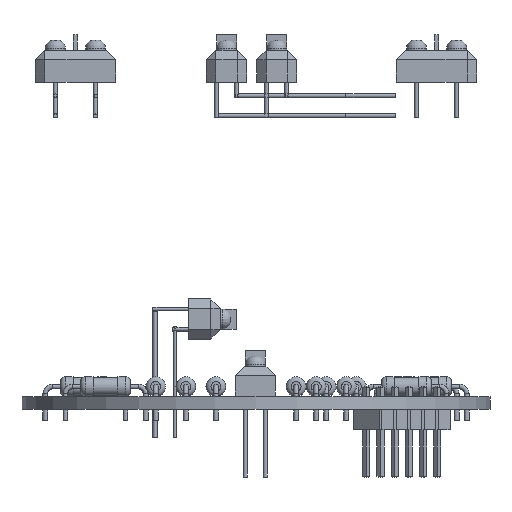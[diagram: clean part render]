
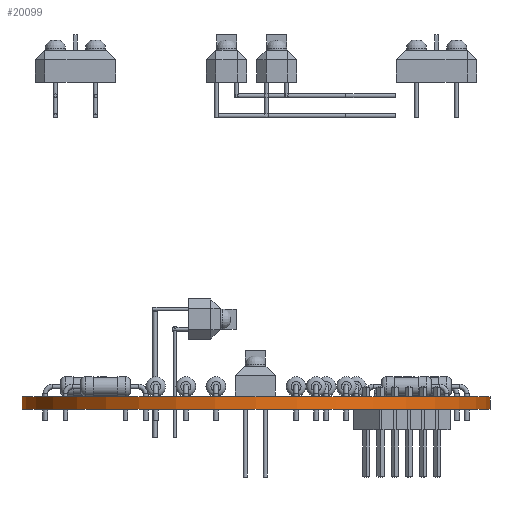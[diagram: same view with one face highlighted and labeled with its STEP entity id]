
A CAD part, front view. The second image highlights one B-rep face of the part: STEP entity #20099.
In plain terms, the highlighted cylindrical face has radius 29.621 mm (diameter 59.242 mm), a full revolution.
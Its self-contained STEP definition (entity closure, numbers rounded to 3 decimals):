
#20099 = ADVANCED_FACE('',(#20100),#20114,.T.);
#20100 = FACE_BOUND('',#20101,.F.);
#20101 = EDGE_LOOP('',(#20102,#20132,#20159,#20160));
#20102 = ORIENTED_EDGE('',*,*,#20103,.T.);
#20103 = EDGE_CURVE('',#20104,#20106,#20108,.T.);
#20104 = VERTEX_POINT('',#20105);
#20105 = CARTESIAN_POINT('',(147.731,-129.54,0.));
#20106 = VERTEX_POINT('',#20107);
#20107 = CARTESIAN_POINT('',(147.731,-129.54,1.6));
#20108 = SEAM_CURVE('',#20109,(#20113,#20125),.PCURVE_S1.);
#20109 = LINE('',#20110,#20111);
#20110 = CARTESIAN_POINT('',(147.731,-129.54,0.));
#20111 = VECTOR('',#20112,1.);
#20112 = DIRECTION('',(0.,0.,1.));
#20113 = PCURVE('',#20114,#20119);
#20114 = CYLINDRICAL_SURFACE('',#20115,29.621);
#20115 = AXIS2_PLACEMENT_3D('',#20116,#20117,#20118);
#20116 = CARTESIAN_POINT('',(118.11,-129.54,0.));
#20117 = DIRECTION('',(0.,0.,-1.));
#20118 = DIRECTION('',(1.,0.,0.));
#20119 = DEFINITIONAL_REPRESENTATION('',(#20120),#20124);
#20120 = LINE('',#20121,#20122);
#20121 = CARTESIAN_POINT('',(0.,0.));
#20122 = VECTOR('',#20123,1.);
#20123 = DIRECTION('',(0.,-1.));
#20124 = ( GEOMETRIC_REPRESENTATION_CONTEXT(2) 
PARAMETRIC_REPRESENTATION_CONTEXT() REPRESENTATION_CONTEXT('2D SPACE',''
  ) );
#20125 = PCURVE('',#20114,#20126);
#20126 = DEFINITIONAL_REPRESENTATION('',(#20127),#20131);
#20127 = LINE('',#20128,#20129);
#20128 = CARTESIAN_POINT('',(-6.283,0.));
#20129 = VECTOR('',#20130,1.);
#20130 = DIRECTION('',(0.,-1.));
#20131 = ( GEOMETRIC_REPRESENTATION_CONTEXT(2) 
PARAMETRIC_REPRESENTATION_CONTEXT() REPRESENTATION_CONTEXT('2D SPACE',''
  ) );
#20132 = ORIENTED_EDGE('',*,*,#20133,.T.);
#20133 = EDGE_CURVE('',#20106,#20106,#20134,.T.);
#20134 = SURFACE_CURVE('',#20135,(#20140,#20147),.PCURVE_S1.);
#20135 = CIRCLE('',#20136,29.621);
#20136 = AXIS2_PLACEMENT_3D('',#20137,#20138,#20139);
#20137 = CARTESIAN_POINT('',(118.11,-129.54,1.6));
#20138 = DIRECTION('',(0.,0.,1.));
#20139 = DIRECTION('',(1.,0.,0.));
#20140 = PCURVE('',#20114,#20141);
#20141 = DEFINITIONAL_REPRESENTATION('',(#20142),#20146);
#20142 = LINE('',#20143,#20144);
#20143 = CARTESIAN_POINT('',(0.,-1.6));
#20144 = VECTOR('',#20145,1.);
#20145 = DIRECTION('',(-1.,0.));
#20146 = ( GEOMETRIC_REPRESENTATION_CONTEXT(2) 
PARAMETRIC_REPRESENTATION_CONTEXT() REPRESENTATION_CONTEXT('2D SPACE',''
  ) );
#20147 = PCURVE('',#20148,#20153);
#20148 = PLANE('',#20149);
#20149 = AXIS2_PLACEMENT_3D('',#20150,#20151,#20152);
#20150 = CARTESIAN_POINT('',(118.11,-129.54,1.6));
#20151 = DIRECTION('',(0.,0.,1.));
#20152 = DIRECTION('',(1.,0.,0.));
#20153 = DEFINITIONAL_REPRESENTATION('',(#20154),#20158);
#20154 = CIRCLE('',#20155,29.621);
#20155 = AXIS2_PLACEMENT_2D('',#20156,#20157);
#20156 = CARTESIAN_POINT('',(0.,0.));
#20157 = DIRECTION('',(1.,0.));
#20158 = ( GEOMETRIC_REPRESENTATION_CONTEXT(2) 
PARAMETRIC_REPRESENTATION_CONTEXT() REPRESENTATION_CONTEXT('2D SPACE',''
  ) );
#20159 = ORIENTED_EDGE('',*,*,#20103,.F.);
#20160 = ORIENTED_EDGE('',*,*,#20161,.F.);
#20161 = EDGE_CURVE('',#20104,#20104,#20162,.T.);
#20162 = SURFACE_CURVE('',#20163,(#20168,#20175),.PCURVE_S1.);
#20163 = CIRCLE('',#20164,29.621);
#20164 = AXIS2_PLACEMENT_3D('',#20165,#20166,#20167);
#20165 = CARTESIAN_POINT('',(118.11,-129.54,0.));
#20166 = DIRECTION('',(0.,0.,1.));
#20167 = DIRECTION('',(1.,0.,0.));
#20168 = PCURVE('',#20114,#20169);
#20169 = DEFINITIONAL_REPRESENTATION('',(#20170),#20174);
#20170 = LINE('',#20171,#20172);
#20171 = CARTESIAN_POINT('',(0.,0.));
#20172 = VECTOR('',#20173,1.);
#20173 = DIRECTION('',(-1.,0.));
#20174 = ( GEOMETRIC_REPRESENTATION_CONTEXT(2) 
PARAMETRIC_REPRESENTATION_CONTEXT() REPRESENTATION_CONTEXT('2D SPACE',''
  ) );
#20175 = PCURVE('',#20176,#20181);
#20176 = PLANE('',#20177);
#20177 = AXIS2_PLACEMENT_3D('',#20178,#20179,#20180);
#20178 = CARTESIAN_POINT('',(118.11,-129.54,0.));
#20179 = DIRECTION('',(0.,0.,1.));
#20180 = DIRECTION('',(1.,0.,0.));
#20181 = DEFINITIONAL_REPRESENTATION('',(#20182),#20186);
#20182 = CIRCLE('',#20183,29.621);
#20183 = AXIS2_PLACEMENT_2D('',#20184,#20185);
#20184 = CARTESIAN_POINT('',(0.,0.));
#20185 = DIRECTION('',(1.,0.));
#20186 = ( GEOMETRIC_REPRESENTATION_CONTEXT(2) 
PARAMETRIC_REPRESENTATION_CONTEXT() REPRESENTATION_CONTEXT('2D SPACE',''
  ) );
